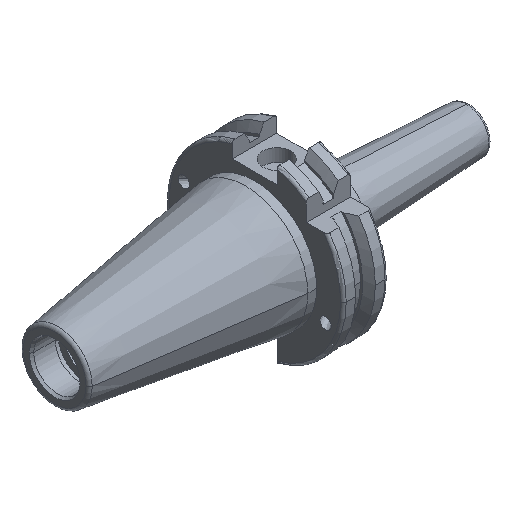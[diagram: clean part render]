
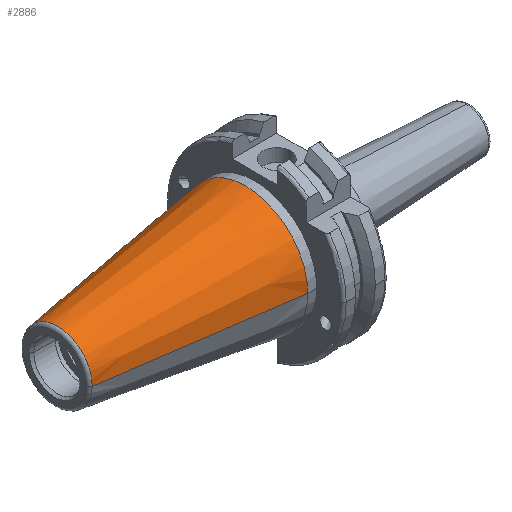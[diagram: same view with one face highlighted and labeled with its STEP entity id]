
A CAD part, isometric view. The second image highlights one B-rep face of the part: STEP entity #2886.
In plain terms, the highlighted conical face has half-angle 8.297 degrees and reference radius 22.225 mm.
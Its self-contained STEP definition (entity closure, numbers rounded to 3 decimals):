
#377 = DIRECTION ( 'NONE',  ( 0.99, -0.144, 0. ) ) ;
#389 = CIRCLE ( 'NONE', #1378, 22.225 ) ;
#519 = CARTESIAN_POINT ( 'NONE',  ( -67.373, 0., 0. ) ) ;
#710 = EDGE_CURVE ( 'NONE', #5861, #1270, #5629, .T. ) ;
#816 = ORIENTED_EDGE ( 'NONE', *, *, #5735, .T. ) ;
#1013 = DIRECTION ( 'NONE',  ( 0., -1., 0. ) ) ;
#1270 = VERTEX_POINT ( 'NONE', #3960 ) ;
#1378 = AXIS2_PLACEMENT_3D ( 'NONE', #4584, #1749, #5056 ) ;
#1641 = EDGE_LOOP ( 'NONE', ( #3507, #816, #4463, #2910 ) ) ;
#1672 = VECTOR ( 'NONE', #377, 1000. ) ;
#1749 = DIRECTION ( 'NONE',  ( -1., 0., 0. ) ) ;
#1770 = CARTESIAN_POINT ( 'NONE',  ( -67.373, -12.4, 0. ) ) ;
#1994 = VECTOR ( 'NONE', #5656, 1000. ) ;
#2071 = CARTESIAN_POINT ( 'NONE',  ( 0., -22.225, 0. ) ) ;
#2165 = AXIS2_PLACEMENT_3D ( 'NONE', #519, #3861, #1013 ) ;
#2230 = CONICAL_SURFACE ( 'NONE', #4792, 22.225, 0.145 ) ;
#2373 = FACE_OUTER_BOUND ( 'NONE', #1641, .T. ) ;
#2581 = CIRCLE ( 'NONE', #2165, 12.4 ) ;
#2886 = ADVANCED_FACE ( 'NONE', ( #2373 ), #2230, .T. ) ;
#2910 = ORIENTED_EDGE ( 'NONE', *, *, #710, .F. ) ;
#3047 = DIRECTION ( 'NONE',  ( 1., 0., 0. ) ) ;
#3315 = EDGE_CURVE ( 'NONE', #5463, #1270, #389, .T. ) ;
#3360 = VERTEX_POINT ( 'NONE', #1770 ) ;
#3507 = ORIENTED_EDGE ( 'NONE', *, *, #4992, .F. ) ;
#3861 = DIRECTION ( 'NONE',  ( -1., 0., 0. ) ) ;
#3960 = CARTESIAN_POINT ( 'NONE',  ( 0., 22.225, 0. ) ) ;
#4463 = ORIENTED_EDGE ( 'NONE', *, *, #3315, .T. ) ;
#4483 = CARTESIAN_POINT ( 'NONE',  ( 0., 0., 0. ) ) ;
#4489 = LINE ( 'NONE', #4689, #1672 ) ;
#4584 = CARTESIAN_POINT ( 'NONE',  ( 0., 0., 0. ) ) ;
#4689 = CARTESIAN_POINT ( 'NONE',  ( 0., -22.225, 0. ) ) ;
#4747 = CARTESIAN_POINT ( 'NONE',  ( -67.373, 12.4, 0. ) ) ;
#4792 = AXIS2_PLACEMENT_3D ( 'NONE', #4483, #3047, #5421 ) ;
#4992 = EDGE_CURVE ( 'NONE', #3360, #5861, #2581, .T. ) ;
#5056 = DIRECTION ( 'NONE',  ( 0., -1., 0. ) ) ;
#5421 = DIRECTION ( 'NONE',  ( 0., 1., 0. ) ) ;
#5463 = VERTEX_POINT ( 'NONE', #2071 ) ;
#5629 = LINE ( 'NONE', #5851, #1994 ) ;
#5656 = DIRECTION ( 'NONE',  ( 0.99, 0.144, 0. ) ) ;
#5735 = EDGE_CURVE ( 'NONE', #3360, #5463, #4489, .T. ) ;
#5851 = CARTESIAN_POINT ( 'NONE',  ( 0., 22.225, 0. ) ) ;
#5861 = VERTEX_POINT ( 'NONE', #4747 ) ;
